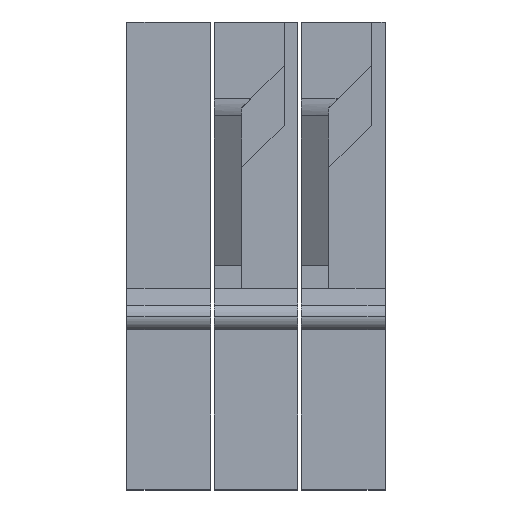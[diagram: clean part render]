
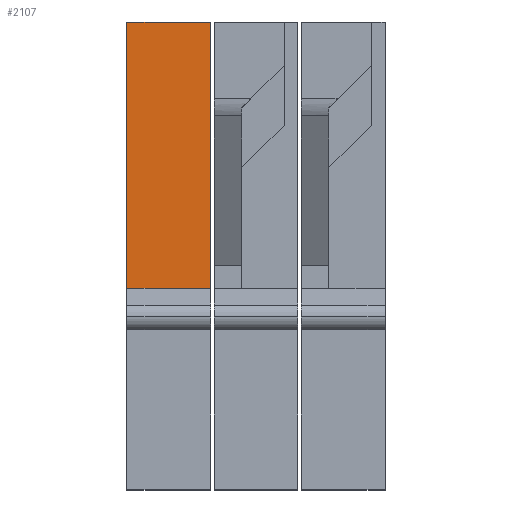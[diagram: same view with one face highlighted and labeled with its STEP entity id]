
A CAD part, top view. The second image highlights one B-rep face of the part: STEP entity #2107.
In plain terms, the highlighted planar face has unit normal (0, 0, 1).
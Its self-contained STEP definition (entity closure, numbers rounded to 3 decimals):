
#531 = PLANE('',#532);
#532 = AXIS2_PLACEMENT_3D('',#533,#534,#535);
#533 = CARTESIAN_POINT('',(2.44,-3.5,-12.6));
#534 = DIRECTION('',(-1.,0.,0.));
#535 = DIRECTION('',(0.,0.,1.));
#588 = PLANE('',#589);
#589 = AXIS2_PLACEMENT_3D('',#590,#591,#592);
#590 = CARTESIAN_POINT('',(0.,0.,0.));
#591 = DIRECTION('',(1.,0.,0.));
#592 = DIRECTION('',(0.,0.,-1.));
#1241 = VERTEX_POINT('',#1242);
#1242 = CARTESIAN_POINT('',(2.44,13.6,-2.65));
#1256 = PLANE('',#1257);
#1257 = AXIS2_PLACEMENT_3D('',#1258,#1259,#1260);
#1258 = CARTESIAN_POINT('',(17.78,13.6,0.));
#1259 = DIRECTION('',(0.,1.,0.));
#1260 = DIRECTION('',(0.,0.,1.));
#1268 = EDGE_CURVE('',#1269,#1241,#1271,.T.);
#1269 = VERTEX_POINT('',#1270);
#1270 = CARTESIAN_POINT('',(2.44,5.85,-2.65));
#1271 = SURFACE_CURVE('',#1272,(#1276,#1283),.PCURVE_S1.);
#1272 = LINE('',#1273,#1274);
#1273 = CARTESIAN_POINT('',(2.44,-3.5,-2.65));
#1274 = VECTOR('',#1275,1.);
#1275 = DIRECTION('',(0.,1.,0.));
#1276 = PCURVE('',#531,#1277);
#1277 = DEFINITIONAL_REPRESENTATION('',(#1278),#1282);
#1278 = LINE('',#1279,#1280);
#1279 = CARTESIAN_POINT('',(9.95,0.));
#1280 = VECTOR('',#1281,1.);
#1281 = DIRECTION('',(0.,1.));
#1282 = ( GEOMETRIC_REPRESENTATION_CONTEXT(2) 
PARAMETRIC_REPRESENTATION_CONTEXT() REPRESENTATION_CONTEXT('2D SPACE',''
  ) );
#1283 = PCURVE('',#1284,#1289);
#1284 = PLANE('',#1285);
#1285 = AXIS2_PLACEMENT_3D('',#1286,#1287,#1288);
#1286 = CARTESIAN_POINT('',(17.78,0.,-2.65));
#1287 = DIRECTION('',(0.,0.,1.));
#1288 = DIRECTION('',(1.,0.,0.));
#1289 = DEFINITIONAL_REPRESENTATION('',(#1290),#1294);
#1290 = LINE('',#1291,#1292);
#1291 = CARTESIAN_POINT('',(-15.34,-3.5));
#1292 = VECTOR('',#1293,1.);
#1293 = DIRECTION('',(0.,1.));
#1294 = ( GEOMETRIC_REPRESENTATION_CONTEXT(2) 
PARAMETRIC_REPRESENTATION_CONTEXT() REPRESENTATION_CONTEXT('2D SPACE',''
  ) );
#1312 = PLANE('',#1313);
#1313 = AXIS2_PLACEMENT_3D('',#1314,#1315,#1316);
#1314 = CARTESIAN_POINT('',(17.78,3.24,1.871));
#1315 = DIRECTION('',(0.,-0.866,-0.5));
#1316 = DIRECTION('',(0.,0.5,-0.866));
#2043 = VERTEX_POINT('',#2044);
#2044 = CARTESIAN_POINT('',(0.,13.6,-2.65));
#2065 = EDGE_CURVE('',#2043,#1241,#2066,.T.);
#2066 = SURFACE_CURVE('',#2067,(#2071,#2078),.PCURVE_S1.);
#2067 = LINE('',#2068,#2069);
#2068 = CARTESIAN_POINT('',(17.78,13.6,-2.65));
#2069 = VECTOR('',#2070,1.);
#2070 = DIRECTION('',(1.,0.,0.));
#2071 = PCURVE('',#1256,#2072);
#2072 = DEFINITIONAL_REPRESENTATION('',(#2073),#2077);
#2073 = LINE('',#2074,#2075);
#2074 = CARTESIAN_POINT('',(-2.65,0.));
#2075 = VECTOR('',#2076,1.);
#2076 = DIRECTION('',(0.,1.));
#2077 = ( GEOMETRIC_REPRESENTATION_CONTEXT(2) 
PARAMETRIC_REPRESENTATION_CONTEXT() REPRESENTATION_CONTEXT('2D SPACE',''
  ) );
#2078 = PCURVE('',#1284,#2079);
#2079 = DEFINITIONAL_REPRESENTATION('',(#2080),#2084);
#2080 = LINE('',#2081,#2082);
#2081 = CARTESIAN_POINT('',(0.,13.6));
#2082 = VECTOR('',#2083,1.);
#2083 = DIRECTION('',(1.,0.));
#2084 = ( GEOMETRIC_REPRESENTATION_CONTEXT(2) 
PARAMETRIC_REPRESENTATION_CONTEXT() REPRESENTATION_CONTEXT('2D SPACE',''
  ) );
#2107 = ADVANCED_FACE('',(#2108),#1284,.T.);
#2108 = FACE_BOUND('',#2109,.T.);
#2109 = EDGE_LOOP('',(#2110,#2133,#2154,#2155));
#2110 = ORIENTED_EDGE('',*,*,#2111,.T.);
#2111 = EDGE_CURVE('',#2043,#2112,#2114,.T.);
#2112 = VERTEX_POINT('',#2113);
#2113 = CARTESIAN_POINT('',(0.,5.85,-2.65));
#2114 = SURFACE_CURVE('',#2115,(#2119,#2126),.PCURVE_S1.);
#2115 = LINE('',#2116,#2117);
#2116 = CARTESIAN_POINT('',(0.,0.,-2.65));
#2117 = VECTOR('',#2118,1.);
#2118 = DIRECTION('',(0.,-1.,0.));
#2119 = PCURVE('',#1284,#2120);
#2120 = DEFINITIONAL_REPRESENTATION('',(#2121),#2125);
#2121 = LINE('',#2122,#2123);
#2122 = CARTESIAN_POINT('',(-17.78,0.));
#2123 = VECTOR('',#2124,1.);
#2124 = DIRECTION('',(0.,-1.));
#2125 = ( GEOMETRIC_REPRESENTATION_CONTEXT(2) 
PARAMETRIC_REPRESENTATION_CONTEXT() REPRESENTATION_CONTEXT('2D SPACE',''
  ) );
#2126 = PCURVE('',#588,#2127);
#2127 = DEFINITIONAL_REPRESENTATION('',(#2128),#2132);
#2128 = LINE('',#2129,#2130);
#2129 = CARTESIAN_POINT('',(2.65,0.));
#2130 = VECTOR('',#2131,1.);
#2131 = DIRECTION('',(0.,-1.));
#2132 = ( GEOMETRIC_REPRESENTATION_CONTEXT(2) 
PARAMETRIC_REPRESENTATION_CONTEXT() REPRESENTATION_CONTEXT('2D SPACE',''
  ) );
#2133 = ORIENTED_EDGE('',*,*,#2134,.T.);
#2134 = EDGE_CURVE('',#2112,#1269,#2135,.T.);
#2135 = SURFACE_CURVE('',#2136,(#2140,#2147),.PCURVE_S1.);
#2136 = LINE('',#2137,#2138);
#2137 = CARTESIAN_POINT('',(17.78,5.85,-2.65));
#2138 = VECTOR('',#2139,1.);
#2139 = DIRECTION('',(1.,0.,0.));
#2140 = PCURVE('',#1284,#2141);
#2141 = DEFINITIONAL_REPRESENTATION('',(#2142),#2146);
#2142 = LINE('',#2143,#2144);
#2143 = CARTESIAN_POINT('',(0.,5.85));
#2144 = VECTOR('',#2145,1.);
#2145 = DIRECTION('',(1.,0.));
#2146 = ( GEOMETRIC_REPRESENTATION_CONTEXT(2) 
PARAMETRIC_REPRESENTATION_CONTEXT() REPRESENTATION_CONTEXT('2D SPACE',''
  ) );
#2147 = PCURVE('',#1312,#2148);
#2148 = DEFINITIONAL_REPRESENTATION('',(#2149),#2153);
#2149 = LINE('',#2150,#2151);
#2150 = CARTESIAN_POINT('',(5.22,0.));
#2151 = VECTOR('',#2152,1.);
#2152 = DIRECTION('',(0.,1.));
#2153 = ( GEOMETRIC_REPRESENTATION_CONTEXT(2) 
PARAMETRIC_REPRESENTATION_CONTEXT() REPRESENTATION_CONTEXT('2D SPACE',''
  ) );
#2154 = ORIENTED_EDGE('',*,*,#1268,.T.);
#2155 = ORIENTED_EDGE('',*,*,#2065,.F.);
